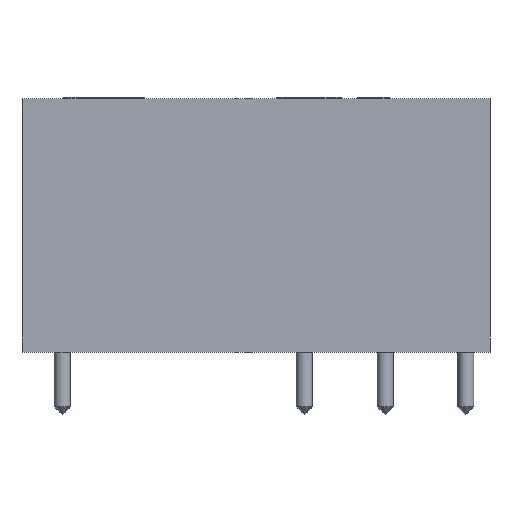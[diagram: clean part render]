
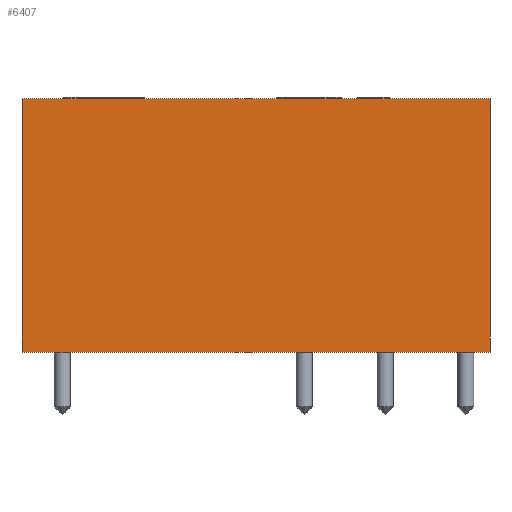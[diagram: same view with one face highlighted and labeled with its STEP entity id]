
A CAD part, front view. The second image highlights one B-rep face of the part: STEP entity #6407.
In plain terms, the highlighted planar face has unit normal (0, -1, 0).
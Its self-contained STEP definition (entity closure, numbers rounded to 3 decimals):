
#6407 = ADVANCED_FACE('',(#6408),#6422,.F.);
#6408 = FACE_BOUND('',#6409,.F.);
#6409 = EDGE_LOOP('',(#6410,#6445,#6473,#6501));
#6410 = ORIENTED_EDGE('',*,*,#6411,.T.);
#6411 = EDGE_CURVE('',#6412,#6414,#6416,.T.);
#6412 = VERTEX_POINT('',#6413);
#6413 = CARTESIAN_POINT('',(0.,0.,0.));
#6414 = VERTEX_POINT('',#6415);
#6415 = CARTESIAN_POINT('',(0.,0.,15.7));
#6416 = SURFACE_CURVE('',#6417,(#6421,#6433),.PCURVE_S1.);
#6417 = LINE('',#6418,#6419);
#6418 = CARTESIAN_POINT('',(0.,0.,0.));
#6419 = VECTOR('',#6420,1.);
#6420 = DIRECTION('',(0.,0.,1.));
#6421 = PCURVE('',#6422,#6427);
#6422 = PLANE('',#6423);
#6423 = AXIS2_PLACEMENT_3D('',#6424,#6425,#6426);
#6424 = CARTESIAN_POINT('',(0.,0.,0.));
#6425 = DIRECTION('',(0.,1.,0.));
#6426 = DIRECTION('',(1.,0.,0.));
#6427 = DEFINITIONAL_REPRESENTATION('',(#6428),#6432);
#6428 = LINE('',#6429,#6430);
#6429 = CARTESIAN_POINT('',(0.,0.));
#6430 = VECTOR('',#6431,1.);
#6431 = DIRECTION('',(0.,-1.));
#6432 = ( GEOMETRIC_REPRESENTATION_CONTEXT(2) 
PARAMETRIC_REPRESENTATION_CONTEXT() REPRESENTATION_CONTEXT('2D SPACE',''
  ) );
#6433 = PCURVE('',#6434,#6439);
#6434 = PLANE('',#6435);
#6435 = AXIS2_PLACEMENT_3D('',#6436,#6437,#6438);
#6436 = CARTESIAN_POINT('',(0.,12.7,0.));
#6437 = DIRECTION('',(1.,0.,-0.));
#6438 = DIRECTION('',(0.,-1.,0.));
#6439 = DEFINITIONAL_REPRESENTATION('',(#6440),#6444);
#6440 = LINE('',#6441,#6442);
#6441 = CARTESIAN_POINT('',(12.7,0.));
#6442 = VECTOR('',#6443,1.);
#6443 = DIRECTION('',(0.,-1.));
#6444 = ( GEOMETRIC_REPRESENTATION_CONTEXT(2) 
PARAMETRIC_REPRESENTATION_CONTEXT() REPRESENTATION_CONTEXT('2D SPACE',''
  ) );
#6445 = ORIENTED_EDGE('',*,*,#6446,.T.);
#6446 = EDGE_CURVE('',#6414,#6447,#6449,.T.);
#6447 = VERTEX_POINT('',#6448);
#6448 = CARTESIAN_POINT('',(29.,0.,15.7));
#6449 = SURFACE_CURVE('',#6450,(#6454,#6461),.PCURVE_S1.);
#6450 = LINE('',#6451,#6452);
#6451 = CARTESIAN_POINT('',(0.,0.,15.7));
#6452 = VECTOR('',#6453,1.);
#6453 = DIRECTION('',(1.,0.,0.));
#6454 = PCURVE('',#6422,#6455);
#6455 = DEFINITIONAL_REPRESENTATION('',(#6456),#6460);
#6456 = LINE('',#6457,#6458);
#6457 = CARTESIAN_POINT('',(0.,-15.7));
#6458 = VECTOR('',#6459,1.);
#6459 = DIRECTION('',(1.,0.));
#6460 = ( GEOMETRIC_REPRESENTATION_CONTEXT(2) 
PARAMETRIC_REPRESENTATION_CONTEXT() REPRESENTATION_CONTEXT('2D SPACE',''
  ) );
#6461 = PCURVE('',#6462,#6467);
#6462 = PLANE('',#6463);
#6463 = AXIS2_PLACEMENT_3D('',#6464,#6465,#6466);
#6464 = CARTESIAN_POINT('',(0.,0.,15.7));
#6465 = DIRECTION('',(0.,0.,-1.));
#6466 = DIRECTION('',(-1.,0.,0.));
#6467 = DEFINITIONAL_REPRESENTATION('',(#6468),#6472);
#6468 = LINE('',#6469,#6470);
#6469 = CARTESIAN_POINT('',(0.,0.));
#6470 = VECTOR('',#6471,1.);
#6471 = DIRECTION('',(-1.,0.));
#6472 = ( GEOMETRIC_REPRESENTATION_CONTEXT(2) 
PARAMETRIC_REPRESENTATION_CONTEXT() REPRESENTATION_CONTEXT('2D SPACE',''
  ) );
#6473 = ORIENTED_EDGE('',*,*,#6474,.F.);
#6474 = EDGE_CURVE('',#6475,#6447,#6477,.T.);
#6475 = VERTEX_POINT('',#6476);
#6476 = CARTESIAN_POINT('',(29.,0.,0.));
#6477 = SURFACE_CURVE('',#6478,(#6482,#6489),.PCURVE_S1.);
#6478 = LINE('',#6479,#6480);
#6479 = CARTESIAN_POINT('',(29.,0.,0.));
#6480 = VECTOR('',#6481,1.);
#6481 = DIRECTION('',(0.,0.,1.));
#6482 = PCURVE('',#6422,#6483);
#6483 = DEFINITIONAL_REPRESENTATION('',(#6484),#6488);
#6484 = LINE('',#6485,#6486);
#6485 = CARTESIAN_POINT('',(29.,0.));
#6486 = VECTOR('',#6487,1.);
#6487 = DIRECTION('',(0.,-1.));
#6488 = ( GEOMETRIC_REPRESENTATION_CONTEXT(2) 
PARAMETRIC_REPRESENTATION_CONTEXT() REPRESENTATION_CONTEXT('2D SPACE',''
  ) );
#6489 = PCURVE('',#6490,#6495);
#6490 = PLANE('',#6491);
#6491 = AXIS2_PLACEMENT_3D('',#6492,#6493,#6494);
#6492 = CARTESIAN_POINT('',(29.,0.,0.));
#6493 = DIRECTION('',(-1.,0.,0.));
#6494 = DIRECTION('',(0.,1.,0.));
#6495 = DEFINITIONAL_REPRESENTATION('',(#6496),#6500);
#6496 = LINE('',#6497,#6498);
#6497 = CARTESIAN_POINT('',(0.,0.));
#6498 = VECTOR('',#6499,1.);
#6499 = DIRECTION('',(0.,-1.));
#6500 = ( GEOMETRIC_REPRESENTATION_CONTEXT(2) 
PARAMETRIC_REPRESENTATION_CONTEXT() REPRESENTATION_CONTEXT('2D SPACE',''
  ) );
#6501 = ORIENTED_EDGE('',*,*,#6502,.F.);
#6502 = EDGE_CURVE('',#6412,#6475,#6503,.T.);
#6503 = SURFACE_CURVE('',#6504,(#6508,#6515),.PCURVE_S1.);
#6504 = LINE('',#6505,#6506);
#6505 = CARTESIAN_POINT('',(0.,0.,0.));
#6506 = VECTOR('',#6507,1.);
#6507 = DIRECTION('',(1.,0.,0.));
#6508 = PCURVE('',#6422,#6509);
#6509 = DEFINITIONAL_REPRESENTATION('',(#6510),#6514);
#6510 = LINE('',#6511,#6512);
#6511 = CARTESIAN_POINT('',(0.,0.));
#6512 = VECTOR('',#6513,1.);
#6513 = DIRECTION('',(1.,0.));
#6514 = ( GEOMETRIC_REPRESENTATION_CONTEXT(2) 
PARAMETRIC_REPRESENTATION_CONTEXT() REPRESENTATION_CONTEXT('2D SPACE',''
  ) );
#6515 = PCURVE('',#6516,#6521);
#6516 = PLANE('',#6517);
#6517 = AXIS2_PLACEMENT_3D('',#6518,#6519,#6520);
#6518 = CARTESIAN_POINT('',(0.,0.,0.));
#6519 = DIRECTION('',(0.,0.,-1.));
#6520 = DIRECTION('',(-1.,0.,0.));
#6521 = DEFINITIONAL_REPRESENTATION('',(#6522),#6526);
#6522 = LINE('',#6523,#6524);
#6523 = CARTESIAN_POINT('',(0.,0.));
#6524 = VECTOR('',#6525,1.);
#6525 = DIRECTION('',(-1.,0.));
#6526 = ( GEOMETRIC_REPRESENTATION_CONTEXT(2) 
PARAMETRIC_REPRESENTATION_CONTEXT() REPRESENTATION_CONTEXT('2D SPACE',''
  ) );
